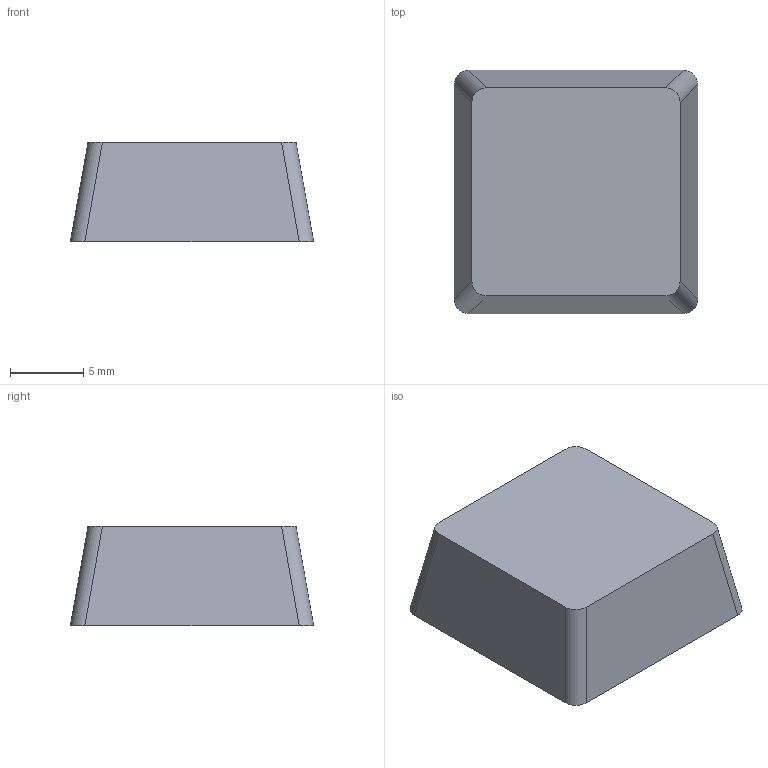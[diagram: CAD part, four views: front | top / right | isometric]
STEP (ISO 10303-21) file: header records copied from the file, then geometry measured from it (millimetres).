
FILE_DESCRIPTION(('FreeCAD Model'),'2;1');
FILE_NAME('Open CASCADE Shape Model','2024-07-06T21:59:04',(''),(''), 'Open CASCADE STEP processor 7.6','FreeCAD','Unknown');
FILE_SCHEMA(('AUTOMOTIVE_DESIGN { 1 0 10303 214 1 1 1 1 }'));
Length unit declared in the file: millimetre
Products named in the file (1): encapsule_base
Bounding box: 16.6 x 16.6 x 6.8 mm (x, y, z)
Volume: 710.6 mm3; surface area: 1209.3 mm2
Topology: 1 solids, 1 shells, 68 faces, 164 edges, 100 vertices
Faces by surface type: plane 34, cylinder 20, cone 8, torus 6
Entity records: 1983 total; most frequent: DIRECTION 359, CARTESIAN_POINT 333, ORIENTED_EDGE 328, EDGE_CURVE 164, AXIS2_PLACEMENT_3D 126, LINE 107, VECTOR 107, VERTEX_POINT 100
